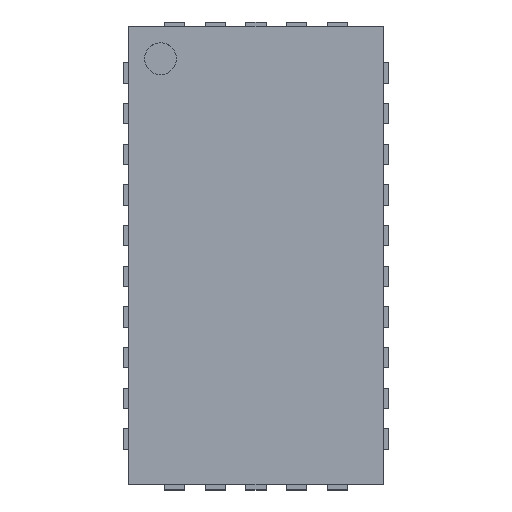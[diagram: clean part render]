
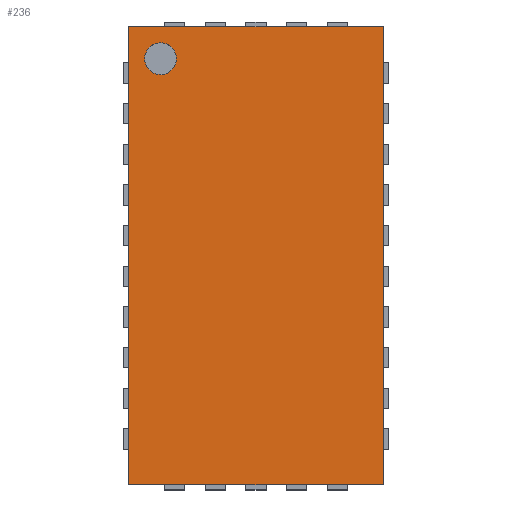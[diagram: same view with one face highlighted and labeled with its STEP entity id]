
A CAD part, top view. The second image highlights one B-rep face of the part: STEP entity #236.
In plain terms, the highlighted planar face has unit normal (0, 0, 1).
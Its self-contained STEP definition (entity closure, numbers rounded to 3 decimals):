
#47 = VERTEX_POINT('',#48);
#48 = CARTESIAN_POINT('',(-1.25,-2.25,0.8));
#55 = PLANE('',#56);
#56 = AXIS2_PLACEMENT_3D('',#57,#58,#59);
#57 = CARTESIAN_POINT('',(-1.25,-2.25,0.05));
#58 = DIRECTION('',(1.,0.,0.));
#59 = DIRECTION('',(0.,0.,1.));
#67 = PLANE('',#68);
#68 = AXIS2_PLACEMENT_3D('',#69,#70,#71);
#69 = CARTESIAN_POINT('',(-1.25,-2.25,0.05));
#70 = DIRECTION('',(0.,1.,0.));
#71 = DIRECTION('',(0.,0.,1.));
#108 = VERTEX_POINT('',#109);
#109 = CARTESIAN_POINT('',(-1.25,2.25,0.8));
#123 = PLANE('',#124);
#124 = AXIS2_PLACEMENT_3D('',#125,#126,#127);
#125 = CARTESIAN_POINT('',(-1.25,2.25,0.05));
#126 = DIRECTION('',(0.,1.,0.));
#127 = DIRECTION('',(0.,0.,1.));
#135 = EDGE_CURVE('',#47,#108,#136,.T.);
#136 = SURFACE_CURVE('',#137,(#141,#148),.PCURVE_S1.);
#137 = LINE('',#138,#139);
#138 = CARTESIAN_POINT('',(-1.25,-2.25,0.8));
#139 = VECTOR('',#140,1.);
#140 = DIRECTION('',(0.,1.,0.));
#141 = PCURVE('',#55,#142);
#142 = DEFINITIONAL_REPRESENTATION('',(#143),#147);
#143 = LINE('',#144,#145);
#144 = CARTESIAN_POINT('',(0.75,0.));
#145 = VECTOR('',#146,1.);
#146 = DIRECTION('',(0.,-1.));
#147 = ( GEOMETRIC_REPRESENTATION_CONTEXT(2) 
PARAMETRIC_REPRESENTATION_CONTEXT() REPRESENTATION_CONTEXT('2D SPACE',''
  ) );
#148 = PCURVE('',#149,#154);
#149 = PLANE('',#150);
#150 = AXIS2_PLACEMENT_3D('',#151,#152,#153);
#151 = CARTESIAN_POINT('',(-1.25,-2.25,0.8));
#152 = DIRECTION('',(0.,0.,1.));
#153 = DIRECTION('',(1.,0.,0.));
#154 = DEFINITIONAL_REPRESENTATION('',(#155),#159);
#155 = LINE('',#156,#157);
#156 = CARTESIAN_POINT('',(0.,0.));
#157 = VECTOR('',#158,1.);
#158 = DIRECTION('',(0.,1.));
#159 = ( GEOMETRIC_REPRESENTATION_CONTEXT(2) 
PARAMETRIC_REPRESENTATION_CONTEXT() REPRESENTATION_CONTEXT('2D SPACE',''
  ) );
#188 = EDGE_CURVE('',#47,#189,#191,.T.);
#189 = VERTEX_POINT('',#190);
#190 = CARTESIAN_POINT('',(1.25,-2.25,0.8));
#191 = SURFACE_CURVE('',#192,(#196,#203),.PCURVE_S1.);
#192 = LINE('',#193,#194);
#193 = CARTESIAN_POINT('',(-1.25,-2.25,0.8));
#194 = VECTOR('',#195,1.);
#195 = DIRECTION('',(1.,0.,0.));
#196 = PCURVE('',#67,#197);
#197 = DEFINITIONAL_REPRESENTATION('',(#198),#202);
#198 = LINE('',#199,#200);
#199 = CARTESIAN_POINT('',(0.75,0.));
#200 = VECTOR('',#201,1.);
#201 = DIRECTION('',(0.,1.));
#202 = ( GEOMETRIC_REPRESENTATION_CONTEXT(2) 
PARAMETRIC_REPRESENTATION_CONTEXT() REPRESENTATION_CONTEXT('2D SPACE',''
  ) );
#203 = PCURVE('',#149,#204);
#204 = DEFINITIONAL_REPRESENTATION('',(#205),#209);
#205 = LINE('',#206,#207);
#206 = CARTESIAN_POINT('',(0.,0.));
#207 = VECTOR('',#208,1.);
#208 = DIRECTION('',(1.,0.));
#209 = ( GEOMETRIC_REPRESENTATION_CONTEXT(2) 
PARAMETRIC_REPRESENTATION_CONTEXT() REPRESENTATION_CONTEXT('2D SPACE',''
  ) );
#225 = PLANE('',#226);
#226 = AXIS2_PLACEMENT_3D('',#227,#228,#229);
#227 = CARTESIAN_POINT('',(1.25,-2.25,0.05));
#228 = DIRECTION('',(1.,0.,0.));
#229 = DIRECTION('',(0.,0.,1.));
#236 = ADVANCED_FACE('',(#237,#285),#149,.T.);
#237 = FACE_BOUND('',#238,.T.);
#238 = EDGE_LOOP('',(#239,#240,#241,#264));
#239 = ORIENTED_EDGE('',*,*,#135,.F.);
#240 = ORIENTED_EDGE('',*,*,#188,.T.);
#241 = ORIENTED_EDGE('',*,*,#242,.T.);
#242 = EDGE_CURVE('',#189,#243,#245,.T.);
#243 = VERTEX_POINT('',#244);
#244 = CARTESIAN_POINT('',(1.25,2.25,0.8));
#245 = SURFACE_CURVE('',#246,(#250,#257),.PCURVE_S1.);
#246 = LINE('',#247,#248);
#247 = CARTESIAN_POINT('',(1.25,-2.25,0.8));
#248 = VECTOR('',#249,1.);
#249 = DIRECTION('',(0.,1.,0.));
#250 = PCURVE('',#149,#251);
#251 = DEFINITIONAL_REPRESENTATION('',(#252),#256);
#252 = LINE('',#253,#254);
#253 = CARTESIAN_POINT('',(2.5,0.));
#254 = VECTOR('',#255,1.);
#255 = DIRECTION('',(0.,1.));
#256 = ( GEOMETRIC_REPRESENTATION_CONTEXT(2) 
PARAMETRIC_REPRESENTATION_CONTEXT() REPRESENTATION_CONTEXT('2D SPACE',''
  ) );
#257 = PCURVE('',#225,#258);
#258 = DEFINITIONAL_REPRESENTATION('',(#259),#263);
#259 = LINE('',#260,#261);
#260 = CARTESIAN_POINT('',(0.75,0.));
#261 = VECTOR('',#262,1.);
#262 = DIRECTION('',(0.,-1.));
#263 = ( GEOMETRIC_REPRESENTATION_CONTEXT(2) 
PARAMETRIC_REPRESENTATION_CONTEXT() REPRESENTATION_CONTEXT('2D SPACE',''
  ) );
#264 = ORIENTED_EDGE('',*,*,#265,.F.);
#265 = EDGE_CURVE('',#108,#243,#266,.T.);
#266 = SURFACE_CURVE('',#267,(#271,#278),.PCURVE_S1.);
#267 = LINE('',#268,#269);
#268 = CARTESIAN_POINT('',(-1.25,2.25,0.8));
#269 = VECTOR('',#270,1.);
#270 = DIRECTION('',(1.,0.,0.));
#271 = PCURVE('',#149,#272);
#272 = DEFINITIONAL_REPRESENTATION('',(#273),#277);
#273 = LINE('',#274,#275);
#274 = CARTESIAN_POINT('',(0.,4.5));
#275 = VECTOR('',#276,1.);
#276 = DIRECTION('',(1.,0.));
#277 = ( GEOMETRIC_REPRESENTATION_CONTEXT(2) 
PARAMETRIC_REPRESENTATION_CONTEXT() REPRESENTATION_CONTEXT('2D SPACE',''
  ) );
#278 = PCURVE('',#123,#279);
#279 = DEFINITIONAL_REPRESENTATION('',(#280),#284);
#280 = LINE('',#281,#282);
#281 = CARTESIAN_POINT('',(0.75,0.));
#282 = VECTOR('',#283,1.);
#283 = DIRECTION('',(0.,1.));
#284 = ( GEOMETRIC_REPRESENTATION_CONTEXT(2) 
PARAMETRIC_REPRESENTATION_CONTEXT() REPRESENTATION_CONTEXT('2D SPACE',''
  ) );
#285 = FACE_BOUND('',#286,.T.);
#286 = EDGE_LOOP('',(#287));
#287 = ORIENTED_EDGE('',*,*,#288,.F.);
#288 = EDGE_CURVE('',#289,#289,#291,.T.);
#289 = VERTEX_POINT('',#290);
#290 = CARTESIAN_POINT('',(-0.781,1.938,0.8));
#291 = SURFACE_CURVE('',#292,(#297,#304),.PCURVE_S1.);
#292 = CIRCLE('',#293,0.156);
#293 = AXIS2_PLACEMENT_3D('',#294,#295,#296);
#294 = CARTESIAN_POINT('',(-0.938,1.938,0.8));
#295 = DIRECTION('',(0.,0.,1.));
#296 = DIRECTION('',(1.,0.,0.));
#297 = PCURVE('',#149,#298);
#298 = DEFINITIONAL_REPRESENTATION('',(#299),#303);
#299 = CIRCLE('',#300,0.156);
#300 = AXIS2_PLACEMENT_2D('',#301,#302);
#301 = CARTESIAN_POINT('',(0.313,4.188));
#302 = DIRECTION('',(1.,0.));
#303 = ( GEOMETRIC_REPRESENTATION_CONTEXT(2) 
PARAMETRIC_REPRESENTATION_CONTEXT() REPRESENTATION_CONTEXT('2D SPACE',''
  ) );
#304 = PCURVE('',#305,#310);
#305 = CYLINDRICAL_SURFACE('',#306,0.156);
#306 = AXIS2_PLACEMENT_3D('',#307,#308,#309);
#307 = CARTESIAN_POINT('',(-0.938,1.938,0.72));
#308 = DIRECTION('',(0.,0.,1.));
#309 = DIRECTION('',(1.,0.,0.));
#310 = DEFINITIONAL_REPRESENTATION('',(#311),#315);
#311 = LINE('',#312,#313);
#312 = CARTESIAN_POINT('',(0.,0.08));
#313 = VECTOR('',#314,1.);
#314 = DIRECTION('',(1.,0.));
#315 = ( GEOMETRIC_REPRESENTATION_CONTEXT(2) 
PARAMETRIC_REPRESENTATION_CONTEXT() REPRESENTATION_CONTEXT('2D SPACE',''
  ) );
